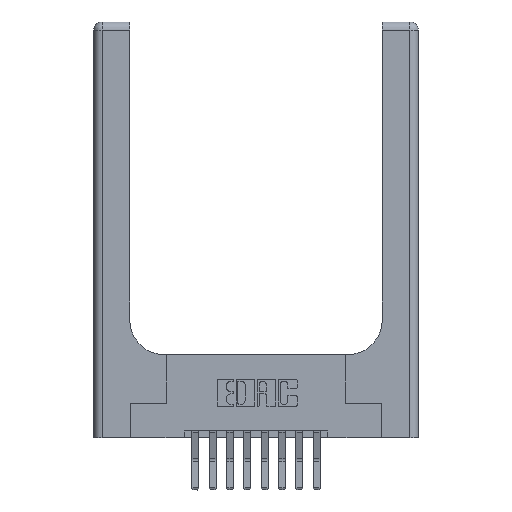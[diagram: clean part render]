
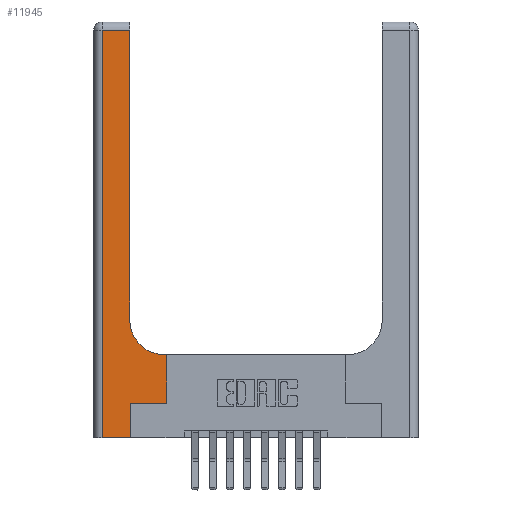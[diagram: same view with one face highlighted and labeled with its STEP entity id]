
A CAD part, top view. The second image highlights one B-rep face of the part: STEP entity #11945.
In plain terms, the highlighted planar face has unit normal (0, 0, 1).
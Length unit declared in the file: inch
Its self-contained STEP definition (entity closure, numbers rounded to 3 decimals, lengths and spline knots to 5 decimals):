
#40 = EDGE_CURVE ( 'NONE', #5385, #10265, #8593, .T. ) ;
#135 = DIRECTION ( 'NONE',  ( 0., 0., -1. ) ) ;
#421 = EDGE_CURVE ( 'NONE', #10265, #9006, #13491, .T. ) ;
#427 = EDGE_CURVE ( 'NONE', #13462, #5385, #1453, .T. ) ;
#1062 = DIRECTION ( 'NONE',  ( 0., 0., -1. ) ) ;
#1285 = CARTESIAN_POINT ( 'NONE',  ( 0.51, 0.6, 0.37 ) ) ;
#1453 = LINE ( 'NONE', #6809, #3834 ) ;
#1488 = DIRECTION ( 'NONE',  ( 1., 0., 0. ) ) ;
#2208 = VERTEX_POINT ( 'NONE', #6072 ) ;
#2455 = ORIENTED_EDGE ( 'NONE', *, *, #3493, .T. ) ;
#2473 = VERTEX_POINT ( 'NONE', #2837 ) ;
#2518 = VECTOR ( 'NONE', #5112, 39.37008 ) ;
#2837 = CARTESIAN_POINT ( 'NONE',  ( 0.265, 0.25, 0.37 ) ) ;
#3109 = EDGE_CURVE ( 'NONE', #11554, #2473, #4688, .T. ) ;
#3162 = CARTESIAN_POINT ( 'NONE',  ( 0.06, 3., 0.37 ) ) ;
#3493 = EDGE_CURVE ( 'NONE', #2473, #9529, #10528, .T. ) ;
#3769 = LINE ( 'NONE', #9274, #12165 ) ;
#3793 = ORIENTED_EDGE ( 'NONE', *, *, #427, .T. ) ;
#3834 = VECTOR ( 'NONE', #13805, 39.37008 ) ;
#3926 = CARTESIAN_POINT ( 'NONE',  ( 0.26, 0.6, 0.37 ) ) ;
#4144 = AXIS2_PLACEMENT_3D ( 'NONE', #5677, #1062, #6843 ) ;
#4158 = DIRECTION ( 'NONE',  ( 1., 0., 0. ) ) ;
#4234 = FACE_OUTER_BOUND ( 'NONE', #5066, .T. ) ;
#4252 = CARTESIAN_POINT ( 'NONE',  ( 0.26, 2.94, 0.37 ) ) ;
#4688 = LINE ( 'NONE', #7432, #7063 ) ;
#4887 = PLANE ( 'NONE',  #11458 ) ;
#5066 = EDGE_LOOP ( 'NONE', ( #3793, #8745, #9833, #13187, #9686, #2455, #10853, #10093, #11444 ) ) ;
#5112 = DIRECTION ( 'NONE',  ( -1., 0., 0. ) ) ;
#5274 = LINE ( 'NONE', #3926, #2518 ) ;
#5378 = CARTESIAN_POINT ( 'NONE',  ( 0., 0., 0.37 ) ) ;
#5385 = VERTEX_POINT ( 'NONE', #4252 ) ;
#5677 = CARTESIAN_POINT ( 'NONE',  ( 0.51, 0.85, 0.37 ) ) ;
#6047 = VECTOR ( 'NONE', #11475, 39.37008 ) ;
#6072 = CARTESIAN_POINT ( 'NONE',  ( 0.528, 0.6, 0.37 ) ) ;
#6222 = VECTOR ( 'NONE', #9084, 39.37008 ) ;
#6809 = CARTESIAN_POINT ( 'NONE',  ( 0.26, 3., 0.37 ) ) ;
#6843 = DIRECTION ( 'NONE',  ( 1., 0., 0. ) ) ;
#7063 = VECTOR ( 'NONE', #10133, 39.37008 ) ;
#7181 = EDGE_CURVE ( 'NONE', #2208, #14664, #5274, .T. ) ;
#7191 = CARTESIAN_POINT ( 'NONE',  ( 0., 3., 0.37 ) ) ;
#7432 = CARTESIAN_POINT ( 'NONE',  ( 0.265, 0., 0.37 ) ) ;
#7664 = CARTESIAN_POINT ( 'NONE',  ( 0.06, 0., 0.37 ) ) ;
#7814 = CARTESIAN_POINT ( 'NONE',  ( 0.26, 0.85, 0.37 ) ) ;
#7897 = CIRCLE ( 'NONE', #4144, 0.25 ) ;
#8068 = CARTESIAN_POINT ( 'NONE',  ( 0., 2.94, 0.37 ) ) ;
#8544 = CARTESIAN_POINT ( 'NONE',  ( 0.265, 0.25, 0.37 ) ) ;
#8593 = LINE ( 'NONE', #8068, #6047 ) ;
#8745 = ORIENTED_EDGE ( 'NONE', *, *, #40, .T. ) ;
#9006 = VERTEX_POINT ( 'NONE', #7664 ) ;
#9057 = VECTOR ( 'NONE', #1488, 39.37008 ) ;
#9084 = DIRECTION ( 'NONE',  ( 0., -1., 0. ) ) ;
#9274 = CARTESIAN_POINT ( 'NONE',  ( 0.528, 0.25, 0.37 ) ) ;
#9529 = VERTEX_POINT ( 'NONE', #10897 ) ;
#9686 = ORIENTED_EDGE ( 'NONE', *, *, #3109, .T. ) ;
#9833 = ORIENTED_EDGE ( 'NONE', *, *, #421, .T. ) ;
#10093 = ORIENTED_EDGE ( 'NONE', *, *, #7181, .T. ) ;
#10133 = DIRECTION ( 'NONE',  ( 0., 1., 0. ) ) ;
#10265 = VERTEX_POINT ( 'NONE', #13664 ) ;
#10524 = VECTOR ( 'NONE', #4158, 39.37008 ) ;
#10528 = LINE ( 'NONE', #8544, #9057 ) ;
#10853 = ORIENTED_EDGE ( 'NONE', *, *, #14544, .T. ) ;
#10897 = CARTESIAN_POINT ( 'NONE',  ( 0.528, 0.25, 0.37 ) ) ;
#11001 = CARTESIAN_POINT ( 'NONE',  ( 0.265, 0., 0.37 ) ) ;
#11444 = ORIENTED_EDGE ( 'NONE', *, *, #11863, .T. ) ;
#11458 = AXIS2_PLACEMENT_3D ( 'NONE', #7191, #135, #14138 ) ;
#11475 = DIRECTION ( 'NONE',  ( -1., 0., 0. ) ) ;
#11554 = VERTEX_POINT ( 'NONE', #11001 ) ;
#11863 = EDGE_CURVE ( 'NONE', #14664, #13462, #7897, .T. ) ;
#11945 = ADVANCED_FACE ( 'NONE', ( #4234 ), #4887, .F. ) ;
#12165 = VECTOR ( 'NONE', #13773, 39.37008 ) ;
#13187 = ORIENTED_EDGE ( 'NONE', *, *, #14949, .T. ) ;
#13462 = VERTEX_POINT ( 'NONE', #7814 ) ;
#13491 = LINE ( 'NONE', #3162, #6222 ) ;
#13664 = CARTESIAN_POINT ( 'NONE',  ( 0.06, 2.94, 0.37 ) ) ;
#13773 = DIRECTION ( 'NONE',  ( 0., 1., 0. ) ) ;
#13805 = DIRECTION ( 'NONE',  ( 0., 1., 0. ) ) ;
#13976 = LINE ( 'NONE', #5378, #10524 ) ;
#14138 = DIRECTION ( 'NONE',  ( -1., 0., 0. ) ) ;
#14544 = EDGE_CURVE ( 'NONE', #9529, #2208, #3769, .T. ) ;
#14664 = VERTEX_POINT ( 'NONE', #1285 ) ;
#14949 = EDGE_CURVE ( 'NONE', #9006, #11554, #13976, .T. ) ;
